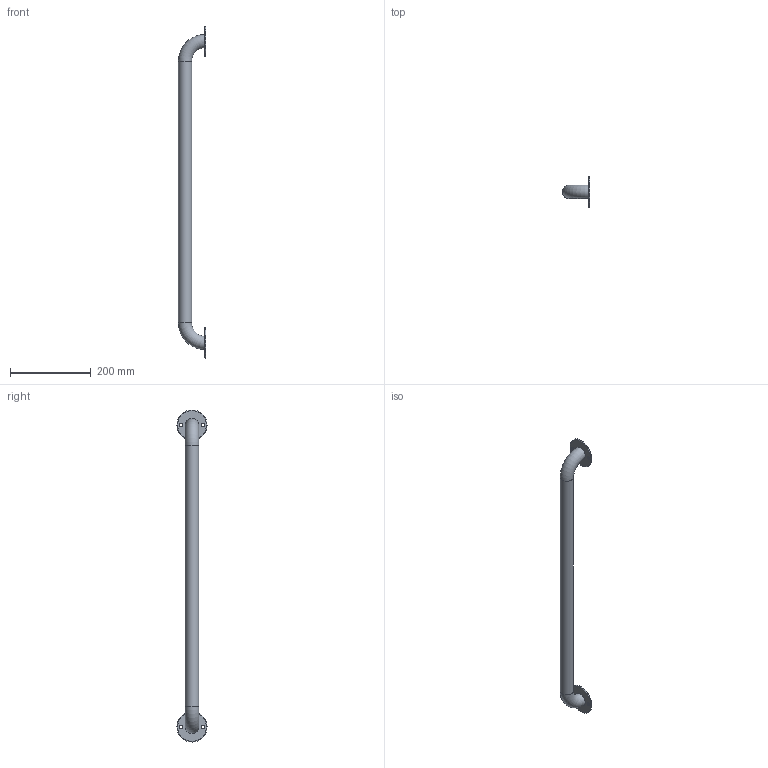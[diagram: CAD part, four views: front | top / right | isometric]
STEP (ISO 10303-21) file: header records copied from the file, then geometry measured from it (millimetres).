
FILE_DESCRIPTION (( 'STEP AP203' ), '1' );
FILE_NAME ('玿.060.1.STEP', '2025-03-19T13:26:47', ( '' ), ( '' ), 'SwSTEP 2.0', 'SolidWorks 2022', '' );
FILE_SCHEMA (( 'CONFIG_CONTROL_DESIGN' ));
Length unit declared in the file: millimetre
Products named in the file (1): ПР.060.1
Bounding box: 67.25 x 75 x 824 mm (x, y, z)
Volume: 136974.2 mm3; surface area: 176349.3 mm2
Topology: 5 solids, 5 shells, 30 faces, 56 edges, 38 vertices
Faces by surface type: plane 12, cylinder 12, torus 6
Full cylindrical faces by diameter (mm): 8.4 x4, 30 x3, 33 x3, 75 x2
Entity records: 749 total; most frequent: DIRECTION 130, CARTESIAN_POINT 99, ORIENTED_EDGE 68, EDGE_LOOP 68, AXIS2_PLACEMENT_3D 65, FACE_OUTER_BOUND 48, EDGE_CURVE 34, CIRCLE 34
